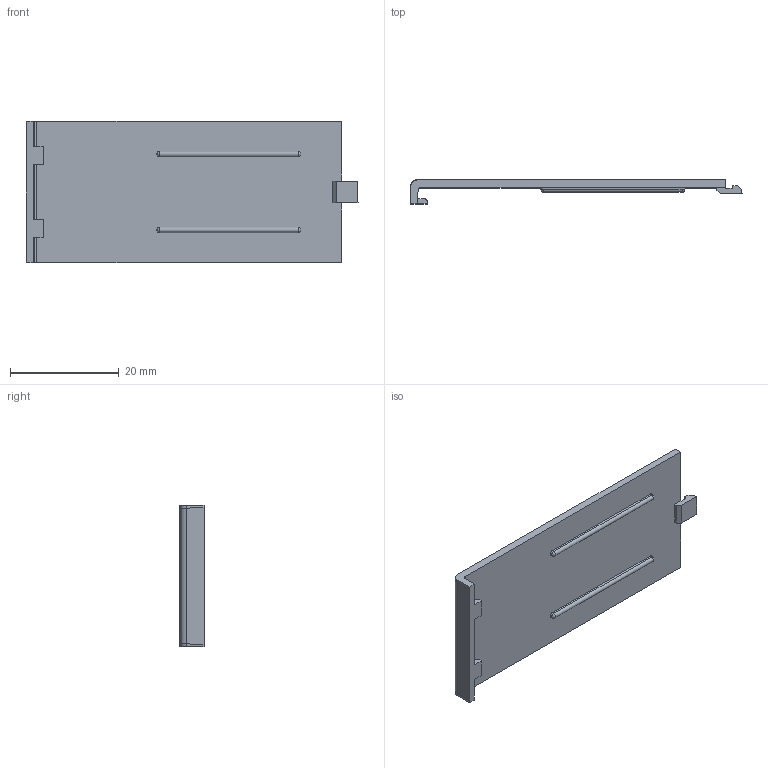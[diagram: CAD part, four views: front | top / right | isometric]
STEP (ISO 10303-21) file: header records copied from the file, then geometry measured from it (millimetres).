
FILE_DESCRIPTION(/* description */ (''),/* implementation_level */ '2;1');
FILE_NAME(/* name */ 'EW0213F9 v1 batdangt.step',/* time_stamp */ '2021-12-08T15:26:28+02:00',/* author */ (''),/* organization */ (''),/* preprocessor_version */ 'ST-DEVELOPER v18.1',/* originating_system */ 'Autodesk Translation Framework v10.10.0.1391',/* authorisation */ '');
FILE_SCHEMA (('AUTOMOTIVE_DESIGN { 1 0 10303 214 3 1 1 }'));
Length unit declared in the file: millimetre
Products named in the file (3): EW0213F9; 213_asm_5.asm; 1-c_1.prt
Assembly tree (2 placements, depth 3):
  EW0213F9
    213_asm_5.asm
      1-c_1.prt
Bounding box: 61.11 x 4.42 x 26.13 mm (x, y, z)
Volume: 2355.6 mm3; surface area: 3564.6 mm2
Topology: 1 solids, 1 shells, 102 faces, 268 edges, 172 vertices
Faces by surface type: plane 59, cylinder 37, sphere 4, bspline 2
Entity records: 3251 total; most frequent: CARTESIAN_POINT 617, DIRECTION 547, ORIENTED_EDGE 530, EDGE_CURVE 265, LINE 187, VECTOR 187, AXIS2_PLACEMENT_3D 180, VERTEX_POINT 172
